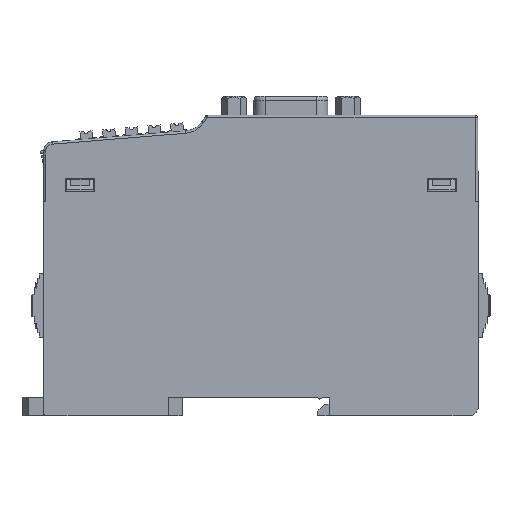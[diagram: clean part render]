
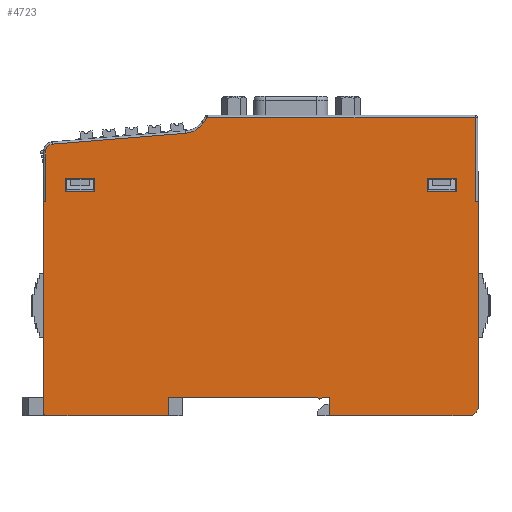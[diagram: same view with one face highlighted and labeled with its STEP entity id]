
A CAD part, left-side view. The second image highlights one B-rep face of the part: STEP entity #4723.
In plain terms, the highlighted planar face has unit normal (-1, 0, 0).
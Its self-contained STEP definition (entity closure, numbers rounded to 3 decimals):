
#4723=ADVANCED_FACE('',(#9985,#9986,#9987),#7548,.T.);
#7548=PLANE('',#53886);
#9985=FACE_BOUND('',#10369,.T.);
#9986=FACE_BOUND('',#10370,.T.);
#9987=FACE_BOUND('',#10371,.T.);
#10369=EDGE_LOOP('',(#13881,#13882,#13883,#13884,#13885,#13886,#13887,#13888,
#13889,#13890,#13891,#13892,#13893,#13894,#13895,#13896,#13897,#13898,#13899,
#13900));
#10370=EDGE_LOOP('',(#13901,#13902,#13903,#13904));
#10371=EDGE_LOOP('',(#13905,#13906,#13907,#13908));
#13530=CIRCLE('',#53881,2.002);
#13531=CIRCLE('',#53882,5.5);
#13532=CIRCLE('',#53883,1.502);
#13533=CIRCLE('',#53884,0.5);
#13534=CIRCLE('',#53885,0.547);
#13881=ORIENTED_EDGE('',*,*,#33480,.F.);
#13882=ORIENTED_EDGE('',*,*,#33481,.F.);
#13883=ORIENTED_EDGE('',*,*,#33482,.F.);
#13884=ORIENTED_EDGE('',*,*,#33447,.F.);
#13885=ORIENTED_EDGE('',*,*,#33483,.T.);
#13886=ORIENTED_EDGE('',*,*,#33484,.T.);
#13887=ORIENTED_EDGE('',*,*,#33485,.T.);
#13888=ORIENTED_EDGE('',*,*,#33486,.T.);
#13889=ORIENTED_EDGE('',*,*,#33487,.T.);
#13890=ORIENTED_EDGE('',*,*,#33488,.T.);
#13891=ORIENTED_EDGE('',*,*,#33489,.T.);
#13892=ORIENTED_EDGE('',*,*,#33490,.F.);
#13893=ORIENTED_EDGE('',*,*,#33491,.F.);
#13894=ORIENTED_EDGE('',*,*,#33492,.F.);
#13895=ORIENTED_EDGE('',*,*,#33493,.F.);
#13896=ORIENTED_EDGE('',*,*,#33494,.F.);
#13897=ORIENTED_EDGE('',*,*,#33475,.F.);
#13898=ORIENTED_EDGE('',*,*,#33495,.F.);
#13899=ORIENTED_EDGE('',*,*,#33471,.F.);
#13900=ORIENTED_EDGE('',*,*,#33496,.T.);
#13901=ORIENTED_EDGE('',*,*,#33497,.F.);
#13902=ORIENTED_EDGE('',*,*,#33498,.F.);
#13903=ORIENTED_EDGE('',*,*,#33499,.F.);
#13904=ORIENTED_EDGE('',*,*,#33500,.F.);
#13905=ORIENTED_EDGE('',*,*,#33501,.T.);
#13906=ORIENTED_EDGE('',*,*,#33502,.T.);
#13907=ORIENTED_EDGE('',*,*,#33503,.T.);
#13908=ORIENTED_EDGE('',*,*,#33504,.T.);
#28568=VERTEX_POINT('',#69622);
#28570=VERTEX_POINT('',#69625);
#28583=VERTEX_POINT('',#69654);
#28594=VERTEX_POINT('',#69676);
#28595=VERTEX_POINT('',#69678);
#28598=VERTEX_POINT('',#69684);
#28601=VERTEX_POINT('',#69696);
#28602=VERTEX_POINT('',#69697);
#28603=VERTEX_POINT('',#69699);
#28604=VERTEX_POINT('',#69702);
#28605=VERTEX_POINT('',#69704);
#28606=VERTEX_POINT('',#69706);
#28607=VERTEX_POINT('',#69708);
#28608=VERTEX_POINT('',#69710);
#28609=VERTEX_POINT('',#69712);
#28610=VERTEX_POINT('',#69714);
#28611=VERTEX_POINT('',#69716);
#28612=VERTEX_POINT('',#69718);
#28613=VERTEX_POINT('',#69720);
#28614=VERTEX_POINT('',#69722);
#28615=VERTEX_POINT('',#69727);
#28616=VERTEX_POINT('',#69728);
#28617=VERTEX_POINT('',#69730);
#28618=VERTEX_POINT('',#69732);
#28619=VERTEX_POINT('',#69735);
#28620=VERTEX_POINT('',#69736);
#28621=VERTEX_POINT('',#69738);
#28622=VERTEX_POINT('',#69740);
#33447=EDGE_CURVE('',#28570,#28568,#40785,.T.);
#33471=EDGE_CURVE('',#28594,#28595,#40807,.T.);
#33475=EDGE_CURVE('',#28598,#28583,#40811,.T.);
#33480=EDGE_CURVE('',#28601,#28602,#40815,.T.);
#33481=EDGE_CURVE('',#28603,#28601,#13530,.T.);
#33482=EDGE_CURVE('',#28568,#28603,#40816,.T.);
#33483=EDGE_CURVE('',#28570,#28604,#40817,.T.);
#33484=EDGE_CURVE('',#28604,#28605,#40818,.T.);
#33485=EDGE_CURVE('',#28605,#28606,#40819,.T.);
#33486=EDGE_CURVE('',#28606,#28607,#13531,.T.);
#33487=EDGE_CURVE('',#28607,#28608,#40820,.T.);
#33488=EDGE_CURVE('',#28608,#28609,#13532,.T.);
#33489=EDGE_CURVE('',#28609,#28610,#40821,.T.);
#33490=EDGE_CURVE('',#28611,#28610,#40822,.T.);
#33491=EDGE_CURVE('',#28612,#28611,#40823,.T.);
#33492=EDGE_CURVE('',#28613,#28612,#13533,.T.);
#33493=EDGE_CURVE('',#28614,#28613,#40824,.T.);
#33494=EDGE_CURVE('',#28583,#28614,#40825,.T.);
#33495=EDGE_CURVE('',#28595,#28598,#13534,.T.);
#33496=EDGE_CURVE('',#28594,#28602,#40826,.T.);
#33497=EDGE_CURVE('',#28615,#28616,#40827,.T.);
#33498=EDGE_CURVE('',#28617,#28615,#40828,.T.);
#33499=EDGE_CURVE('',#28618,#28617,#40829,.T.);
#33500=EDGE_CURVE('',#28616,#28618,#40830,.T.);
#33501=EDGE_CURVE('',#28619,#28620,#40831,.T.);
#33502=EDGE_CURVE('',#28620,#28621,#40832,.T.);
#33503=EDGE_CURVE('',#28621,#28622,#40833,.T.);
#33504=EDGE_CURVE('',#28622,#28619,#40834,.T.);
#40785=LINE('',#69626,#47246);
#40807=LINE('',#69677,#47268);
#40811=LINE('',#69685,#47272);
#40815=LINE('',#69695,#47276);
#40816=LINE('',#69700,#47277);
#40817=LINE('',#69701,#47278);
#40818=LINE('',#69703,#47279);
#40819=LINE('',#69705,#47280);
#40820=LINE('',#69709,#47281);
#40821=LINE('',#69713,#47282);
#40822=LINE('',#69715,#47283);
#40823=LINE('',#69717,#47284);
#40824=LINE('',#69721,#47285);
#40825=LINE('',#69723,#47286);
#40826=LINE('',#69725,#47287);
#40827=LINE('',#69726,#47288);
#40828=LINE('',#69729,#47289);
#40829=LINE('',#69731,#47290);
#40830=LINE('',#69733,#47291);
#40831=LINE('',#69734,#47292);
#40832=LINE('',#69737,#47293);
#40833=LINE('',#69739,#47294);
#40834=LINE('',#69741,#47295);
#47246=VECTOR('',#56949,1.);
#47268=VECTOR('',#56981,1.);
#47272=VECTOR('',#56985,1.);
#47276=VECTOR('',#56997,1.);
#47277=VECTOR('',#57000,1.);
#47278=VECTOR('',#57001,1.);
#47279=VECTOR('',#57002,1.);
#47280=VECTOR('',#57003,1.);
#47281=VECTOR('',#57006,1.);
#47282=VECTOR('',#57009,1.);
#47283=VECTOR('',#57010,1.);
#47284=VECTOR('',#57011,1.);
#47285=VECTOR('',#57014,1.);
#47286=VECTOR('',#57015,1.);
#47287=VECTOR('',#57018,1.);
#47288=VECTOR('',#57019,1.);
#47289=VECTOR('',#57020,1.);
#47290=VECTOR('',#57021,1.);
#47291=VECTOR('',#57022,1.);
#47292=VECTOR('',#57023,1.);
#47293=VECTOR('',#57024,1.);
#47294=VECTOR('',#57025,1.);
#47295=VECTOR('',#57026,1.);
#53881=AXIS2_PLACEMENT_3D('',#69698,#56998,#56999);
#53882=AXIS2_PLACEMENT_3D('',#69707,#57004,#57005);
#53883=AXIS2_PLACEMENT_3D('',#69711,#57007,#57008);
#53884=AXIS2_PLACEMENT_3D('',#69719,#57012,#57013);
#53885=AXIS2_PLACEMENT_3D('',#69724,#57016,#57017);
#53886=AXIS2_PLACEMENT_3D('',#69742,#57027,#57028);
#56949=DIRECTION('',(0.,-1.,0.));
#56981=DIRECTION('',(0.,1.,0.));
#56985=DIRECTION('',(0.,1.,0.));
#56997=DIRECTION('',(0.,1.,0.));
#56998=DIRECTION('',(1.,0.,0.));
#56999=DIRECTION('',(0.,0.,1.));
#57000=DIRECTION('',(0.,0.,-1.));
#57001=DIRECTION('',(0.,0.005,1.));
#57002=DIRECTION('',(0.,1.,0.));
#57003=DIRECTION('',(0.,0.578,-0.816));
#57004=DIRECTION('',(1.,0.,0.));
#57005=DIRECTION('',(0.,0.,1.));
#57006=DIRECTION('',(0.,0.997,-0.081));
#57007=DIRECTION('',(-1.,0.,0.));
#57008=DIRECTION('',(0.,0.,1.));
#57009=DIRECTION('',(0.,0.,-1.));
#57010=DIRECTION('',(0.,-1.,0.));
#57011=DIRECTION('',(0.,0.,1.));
#57012=DIRECTION('',(1.,0.,0.));
#57013=DIRECTION('',(0.,0.,1.));
#57014=DIRECTION('',(0.,1.,0.));
#57015=DIRECTION('',(0.,0.017,-1.));
#57016=DIRECTION('',(1.,0.,0.));
#57017=DIRECTION('',(0.,0.,-1.));
#57018=DIRECTION('',(0.,0.,-1.));
#57019=DIRECTION('',(0.,1.,0.));
#57020=DIRECTION('',(0.,0.,1.));
#57021=DIRECTION('',(0.,-1.,0.));
#57022=DIRECTION('',(0.,0.,-1.));
#57023=DIRECTION('',(0.,1.,0.));
#57024=DIRECTION('',(0.,0.,1.));
#57025=DIRECTION('',(0.,-1.,0.));
#57026=DIRECTION('',(0.,0.,-1.));
#57027=DIRECTION('',(-1.,0.,0.));
#57028=DIRECTION('',(0.,1.,0.));
#69622=CARTESIAN_POINT('',(-146.66,27.994,21.568));
#69625=CARTESIAN_POINT('',(-146.66,28.494,21.568));
#69626=CARTESIAN_POINT('',(-146.66,-11.31,21.568));
#69654=CARTESIAN_POINT('',(-146.66,96.013,-21.448));
#69676=CARTESIAN_POINT('',(-146.66,60.678,-21.448));
#69677=CARTESIAN_POINT('',(-146.66,-11.31,-21.448));
#69678=CARTESIAN_POINT('',(-146.66,62.273,-21.448));
#69684=CARTESIAN_POINT('',(-146.66,63.298,-21.448));
#69685=CARTESIAN_POINT('',(-146.66,-11.31,-21.448));
#69695=CARTESIAN_POINT('',(-146.66,-11.31,-25.452));
#69696=CARTESIAN_POINT('',(-146.66,29.996,-25.452));
#69697=CARTESIAN_POINT('',(-146.66,60.678,-25.452));
#69698=CARTESIAN_POINT('',(-146.66,29.996,-23.45));
#69699=CARTESIAN_POINT('',(-146.66,27.994,-23.45));
#69700=CARTESIAN_POINT('',(-146.66,27.994,2.075));
#69701=CARTESIAN_POINT('',(-146.66,28.369,-2.137));
#69702=CARTESIAN_POINT('',(-146.66,28.591,40.113));
#69703=CARTESIAN_POINT('',(-146.66,-11.31,40.113));
#69704=CARTESIAN_POINT('',(-146.66,87.541,40.113));
#69705=CARTESIAN_POINT('',(-146.66,74.314,58.771));
#69706=CARTESIAN_POINT('',(-146.66,88.364,38.952));
#69707=CARTESIAN_POINT('',(-146.66,92.85,42.133));
#69708=CARTESIAN_POINT('',(-146.66,92.403,36.651));
#69709=CARTESIAN_POINT('',(-146.66,-7.495,44.806));
#69710=CARTESIAN_POINT('',(-146.66,121.709,34.259));
#69711=CARTESIAN_POINT('',(-146.66,121.587,32.762));
#69712=CARTESIAN_POINT('',(-146.66,123.089,32.762));
#69713=CARTESIAN_POINT('',(-146.66,123.089,-1.929));
#69714=CARTESIAN_POINT('',(-146.66,123.089,21.568));
#69715=CARTESIAN_POINT('',(-146.66,-11.31,21.568));
#69716=CARTESIAN_POINT('',(-146.66,123.589,21.568));
#69717=CARTESIAN_POINT('',(-146.66,123.589,-1.929));
#69718=CARTESIAN_POINT('',(-146.66,123.589,-24.952));
#69719=CARTESIAN_POINT('',(-146.66,123.088,-24.952));
#69720=CARTESIAN_POINT('',(-146.66,123.088,-25.452));
#69721=CARTESIAN_POINT('',(-146.66,-11.31,-25.452));
#69722=CARTESIAN_POINT('',(-146.66,96.083,-25.452));
#69723=CARTESIAN_POINT('',(-146.66,95.64,-0.062));
#69724=CARTESIAN_POINT('',(-146.66,62.786,-21.256));
#69725=CARTESIAN_POINT('',(-146.66,60.678,-27.779));
#69726=CARTESIAN_POINT('',(-146.66,36.002,26.718));
#69727=CARTESIAN_POINT('',(-146.66,32.791,26.718));
#69728=CARTESIAN_POINT('',(-146.66,39.212,26.718));
#69729=CARTESIAN_POINT('',(-146.66,32.791,25.229));
#69730=CARTESIAN_POINT('',(-146.66,32.791,23.797));
#69731=CARTESIAN_POINT('',(-146.66,78.539,23.797));
#69732=CARTESIAN_POINT('',(-146.66,39.212,23.797));
#69733=CARTESIAN_POINT('',(-146.66,39.212,25.229));
#69734=CARTESIAN_POINT('',(-146.66,-11.31,23.797));
#69735=CARTESIAN_POINT('',(-146.66,112.37,23.797));
#69736=CARTESIAN_POINT('',(-146.66,118.792,23.797));
#69737=CARTESIAN_POINT('',(-146.66,118.792,-1.929));
#69738=CARTESIAN_POINT('',(-146.66,118.792,26.718));
#69739=CARTESIAN_POINT('',(-146.66,-11.31,26.718));
#69740=CARTESIAN_POINT('',(-146.66,112.37,26.718));
#69741=CARTESIAN_POINT('',(-146.66,112.37,-1.929));
#69742=CARTESIAN_POINT('',(-146.66,-11.31,-1.929));
